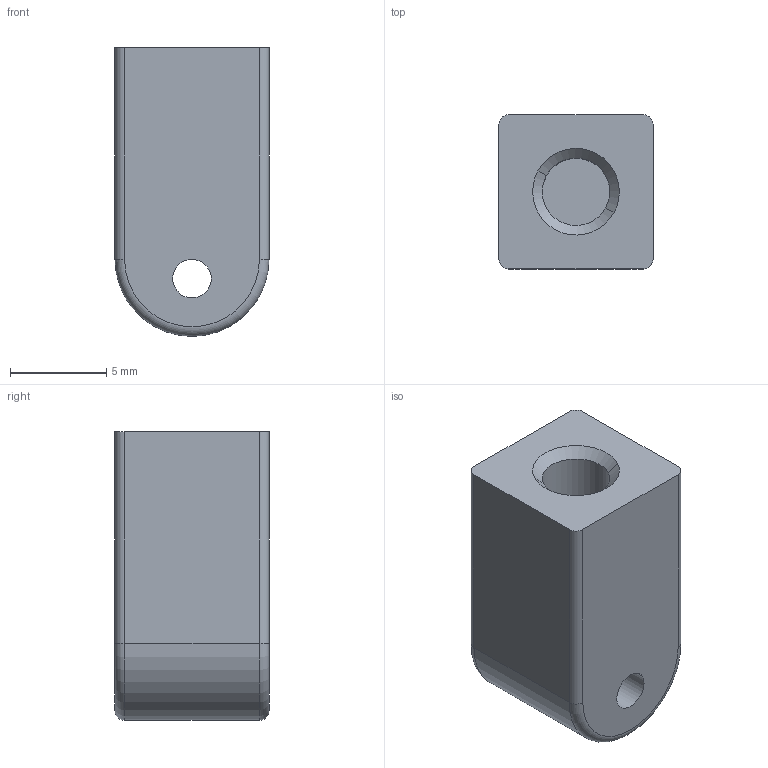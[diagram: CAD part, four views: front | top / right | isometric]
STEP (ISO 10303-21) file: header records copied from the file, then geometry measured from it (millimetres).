
FILE_DESCRIPTION(('CATIA V5 STEP Exchange'),'2;1');
FILE_NAME('Pivot taraude.stp','2022-11-25T14:01:09+00:00',('none'),('none'),'CATIA Version 5 Release 20 GA (IN-10)','CATIA V5 STEP AP203','none');
FILE_SCHEMA(('CONFIG_CONTROL_DESIGN'));
Length unit declared in the file: millimetre
Products named in the file (1): Pivot taraude
Bounding box: 8 x 8 x 15 mm (x, y, z)
Volume: 778.5 mm3; surface area: 702.7 mm2
Topology: 1 solids, 1 shells, 20 faces, 47 edges, 31 vertices
Faces by surface type: cylinder 10, plane 6, cone 2, torus 2
Entity records: 597 total; most frequent: CARTESIAN_POINT 99, ORIENTED_EDGE 94, DIRECTION 81, EDGE_CURVE 47, AXIS2_PLACEMENT_3D 45, VERTEX_POINT 30, CIRCLE 26, EDGE_LOOP 23
